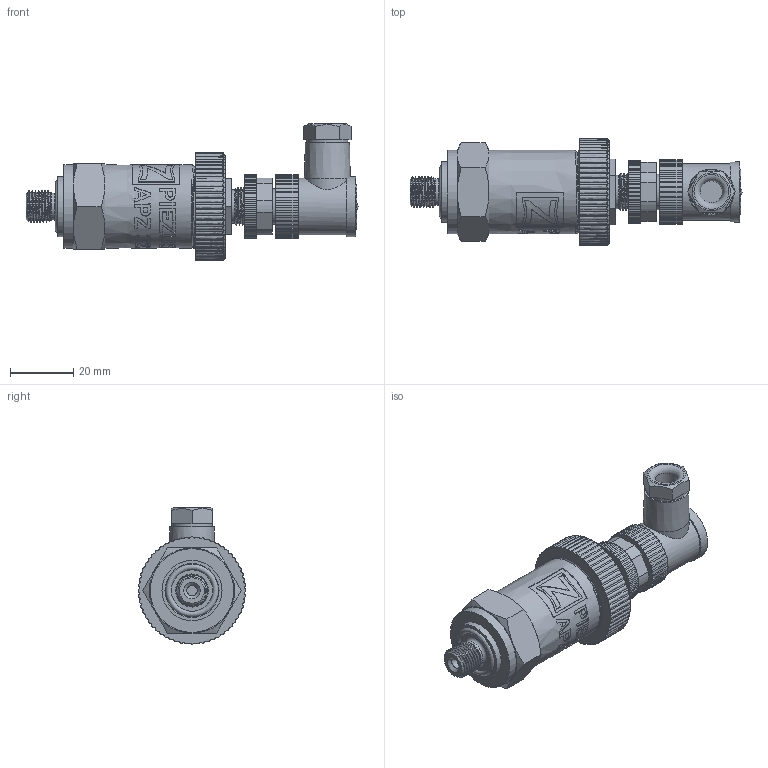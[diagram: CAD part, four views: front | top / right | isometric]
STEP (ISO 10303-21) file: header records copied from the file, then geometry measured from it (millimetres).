
FILE_DESCRIPTION(/* description */ (''),/* implementation_level */ '2;1');
FILE_NAME(/* name */ 'APZ3230_M10x1DIN_M12x1-angular.step',/* time_stamp */ '2021-06-24T10:03:13+03:00',/* author */ (''),/* organization */ (''),/* preprocessor_version */ 'ST-DEVELOPER v18.1',/* originating_system */ 'Autodesk Translation Framework v10.9.0.1377',/* authorisation */ '');
FILE_SCHEMA (('AUTOMOTIVE_DESIGN { 1 0 10303 214 3 1 1 }'));
Products named in the file (6): APZ3230_M10x1DIN_M12x1-angular; M10x1 DIN; OMAL nut M27x1.5 v8; M12x1 male v16; Ш100.000.002 v4; M12x1 female angular v10
Assembly tree (5 placements, depth 2):
  APZ3230_M10x1DIN_M12x1-angular
    M10x1 DIN
    OMAL nut M27x1.5 v8
    M12x1 male v16
    Ш100.000.002 v4
    M12x1 female angular v10
Bounding box: 105.07 x 34 x 43.2 mm (x, y, z)
Volume: 47309.1 mm3; surface area: 19607.4 mm2
Topology: 17 solids, 17 shells, 1004 faces, 2830 edges, 1907 vertices
Faces by surface type: bspline 456, cylinder 304, plane 175, cone 58, torus 10, sphere 1
Full cylindrical faces by diameter (mm): 1 x12, 1.5 x4, 3.3 x1, 7 x1, 8 x1, 8.2 x1, 8.5 x1, 8.744 x7, 9.471 x2, 10.6 x2, 10.741 x6, 11.035 x4, 11.156 x1, 11.884 x5, 12.152 x4, 13 x1, 13.5 x1, 14 x1, 14.137 x4, 14.526 x3, 15.85 x3, 16.203 x3, 16.7 x1, 18 x1, 19 x2, 21.4 x2, 22.3 x1, 22.4 x1, 24.5 x1, 25.132 x4
Entity records: 77014 total; most frequent: CARTESIAN_POINT 53682, ORIENTED_EDGE 5660, DIRECTION 3466, EDGE_CURVE 2830, VERTEX_POINT 1907, AXIS2_PLACEMENT_3D 1201, B_SPLINE_CURVE_WITH_KNOTS 1093, EDGE_LOOP 1068
